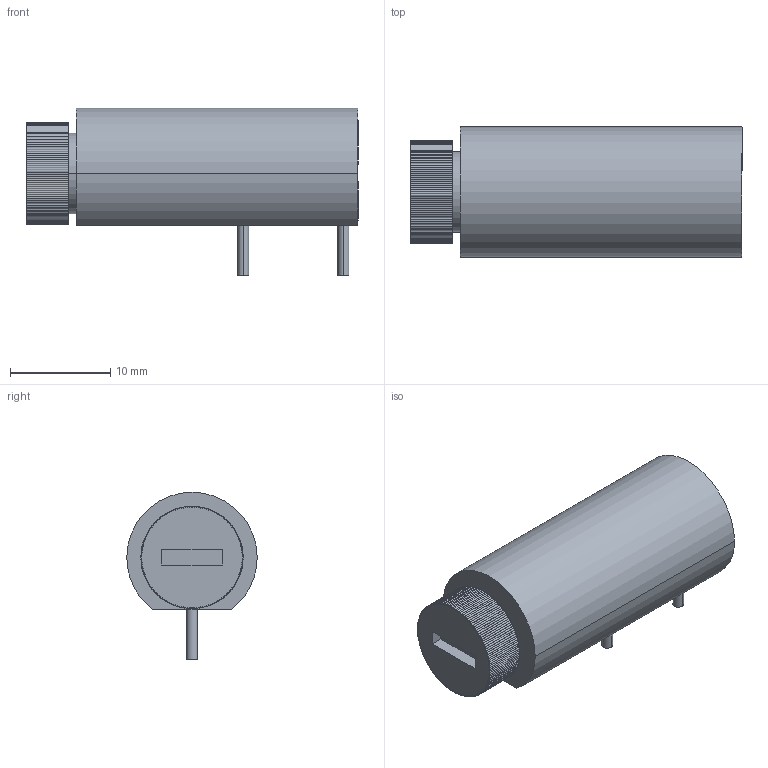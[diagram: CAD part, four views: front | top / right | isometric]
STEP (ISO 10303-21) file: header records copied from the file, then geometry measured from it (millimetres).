
FILE_DESCRIPTION(('FreeCAD Model'),'2;1');
FILE_NAME('PTF50.step','2019-02-25T13:42:10',('kicad StepUp' ),('ksu MCAD'),'Open CASCADE STEP processor 7.3','FreeCAD','Unknown' );
FILE_SCHEMA(('AUTOMOTIVE_DESIGN { 1 0 10303 214 1 1 1 1 }'));
Length unit declared in the file: millimetre
Products named in the file (1): PTF50
Bounding box: 33.1 x 13 x 16.7 mm (x, y, z)
Volume: 3914.1 mm3; surface area: 1721.3 mm2
Topology: 1 solids, 1 shells, 396 faces, 1167 edges, 778 vertices
Faces by surface type: cylinder 234, plane 162
Entity records: 16167 total; most frequent: DIRECTION 2429, CARTESIAN_POINT 2342, ORIENTED_EDGE 2334, EDGE_CURVE 1167, AXIS2_PLACEMENT_3D 865, VERTEX_POINT 778, LINE 699, VECTOR 699
